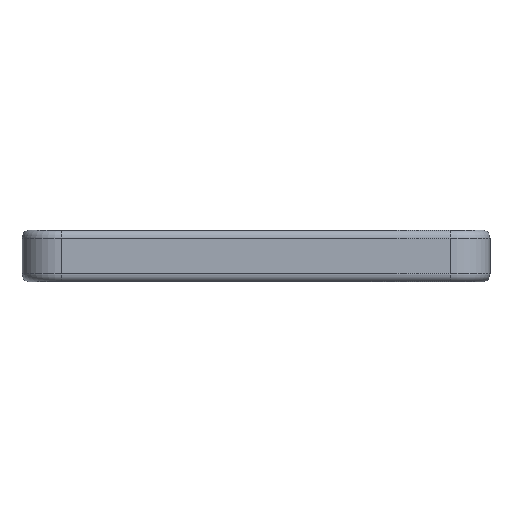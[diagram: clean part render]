
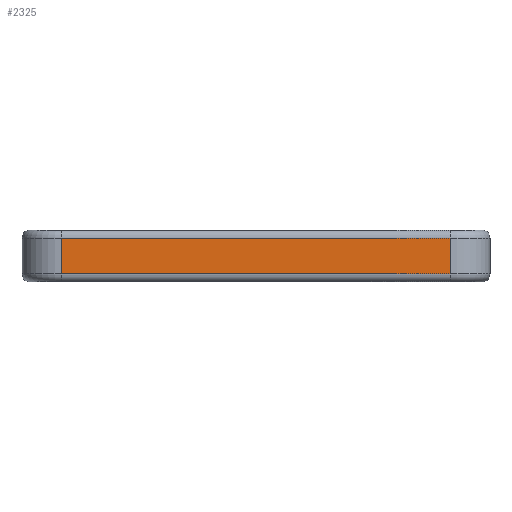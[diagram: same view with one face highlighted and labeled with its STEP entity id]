
A CAD part, left-side view. The second image highlights one B-rep face of the part: STEP entity #2325.
In plain terms, the highlighted planar face has unit normal (-1, 0, 0).
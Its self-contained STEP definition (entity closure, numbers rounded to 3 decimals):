
#47=PLANE('',#2508);
#155=FACE_OUTER_BOUND('',#295,.T.);
#295=EDGE_LOOP('',(#1644,#1645,#1646,#1647));
#432=LINE('',#3411,#696);
#444=LINE('',#3466,#708);
#445=LINE('',#3470,#709);
#446=LINE('',#3471,#710);
#696=VECTOR('',#2707,10.);
#708=VECTOR('',#2771,10.);
#709=VECTOR('',#2776,10.);
#710=VECTOR('',#2777,10.);
#1037=VERTEX_POINT('',#3408);
#1038=VERTEX_POINT('',#3410);
#1055=VERTEX_POINT('',#3465);
#1056=VERTEX_POINT('',#3469);
#1261=EDGE_CURVE('',#1037,#1038,#432,.T.);
#1289=EDGE_CURVE('',#1038,#1055,#444,.T.);
#1291=EDGE_CURVE('',#1037,#1056,#445,.T.);
#1292=EDGE_CURVE('',#1055,#1056,#446,.T.);
#1644=ORIENTED_EDGE('',*,*,#1261,.F.);
#1645=ORIENTED_EDGE('',*,*,#1291,.T.);
#1646=ORIENTED_EDGE('',*,*,#1292,.F.);
#1647=ORIENTED_EDGE('',*,*,#1289,.F.);
#2325=ADVANCED_FACE('',(#155),#47,.T.);
#2508=AXIS2_PLACEMENT_3D('',#3468,#2774,#2775);
#2707=DIRECTION('',(0.,1.,0.));
#2771=DIRECTION('',(0.,0.,1.));
#2774=DIRECTION('center_axis',(-1.,0.,0.));
#2775=DIRECTION('ref_axis',(0.,-1.,0.));
#2776=DIRECTION('',(0.,0.,1.));
#2777=DIRECTION('',(0.,-1.,0.));
#3408=CARTESIAN_POINT('',(14.6,-111.4,2.298));
#3410=CARTESIAN_POINT('',(14.6,-14.4,2.298));
#3411=CARTESIAN_POINT('',(14.6,-38.65,2.298));
#3465=CARTESIAN_POINT('',(14.6,-14.4,11.298));
#3466=CARTESIAN_POINT('',(14.6,-14.4,12.798));
#3468=CARTESIAN_POINT('Origin',(14.6,-14.4,12.798));
#3469=CARTESIAN_POINT('',(14.6,-111.4,11.298));
#3470=CARTESIAN_POINT('',(14.6,-111.4,12.798));
#3471=CARTESIAN_POINT('',(14.6,-38.65,11.298));
